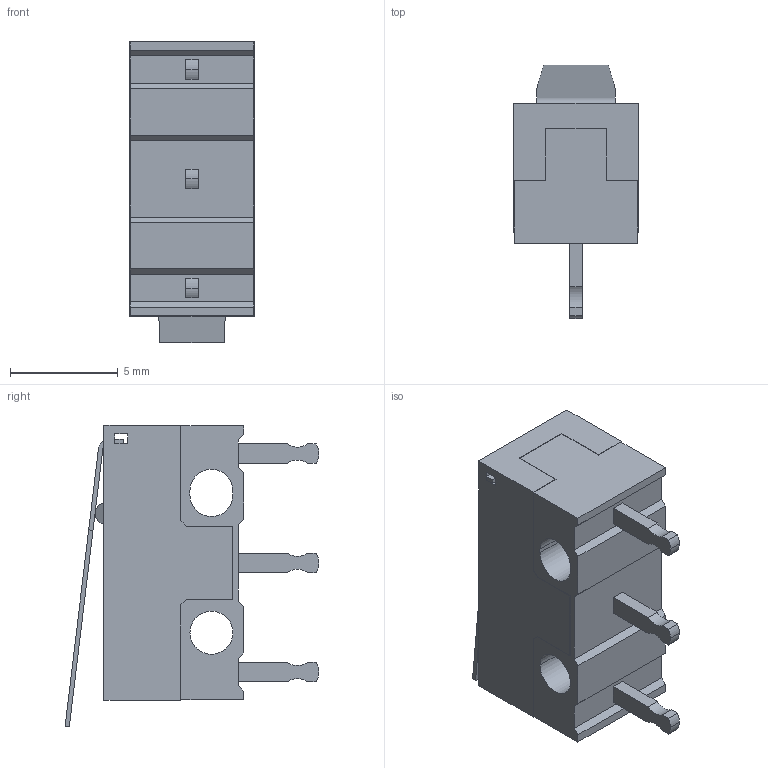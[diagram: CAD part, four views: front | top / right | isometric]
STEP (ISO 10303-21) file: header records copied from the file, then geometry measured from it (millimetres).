
FILE_DESCRIPTION(('FreeCAD Model'),'2;1');
FILE_NAME('D2F-L.stp', '2020-04-03T08:14:25',('Author'),(''), 'Open CASCADE STEP processor 7.3','FreeCAD','Unknown');
FILE_SCHEMA(('AUTOMOTIVE_DESIGN { 1 0 10303 214 1 1 1 1 }'));
Length unit declared in the file: millimetre
Products named in the file (3): SOLID002; SOLID001; SOLID
Bounding box: 5.8 x 11.81 x 14.02 mm (x, y, z)
Volume: 444.4 mm3; surface area: 649.1 mm2
Topology: 3 solids, 3 shells, 120 faces, 327 edges, 218 vertices
Faces by surface type: plane 101, cylinder 19
Entity records: 8185 total; most frequent: CARTESIAN_POINT 1514, DIRECTION 1233, LINE 893, VECTOR 893, ORIENTED_EDGE 654, PCURVE 654, DEFINITIONAL_REPRESENTATION 654, EDGE_CURVE 327
